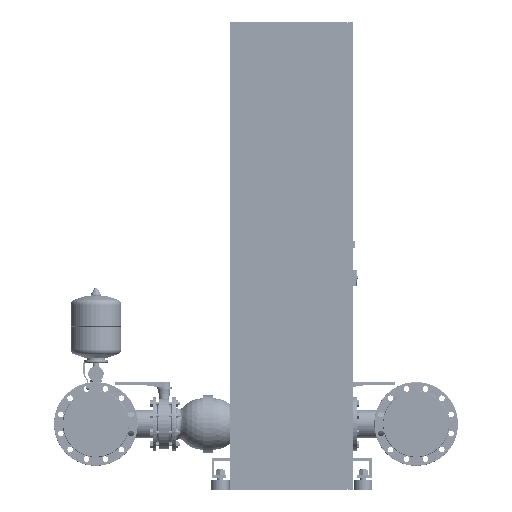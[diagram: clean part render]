
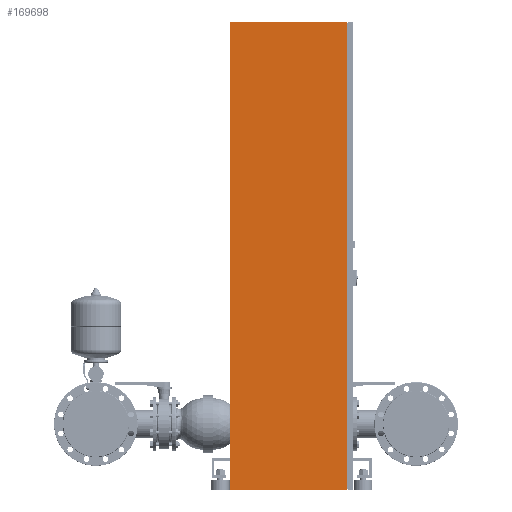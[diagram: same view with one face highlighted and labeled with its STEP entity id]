
A CAD part, left-side view. The second image highlights one B-rep face of the part: STEP entity #169698.
In plain terms, the highlighted planar face has unit normal (-1, 0, 0).
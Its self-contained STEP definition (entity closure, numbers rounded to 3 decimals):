
#169659=CARTESIAN_POINT('',(-1150.0,250.0,0.0));
#169660=DIRECTION('',(-1.0,0.0,0.0));
#169661=DIRECTION('',(0.0,-1.0,0.0));
#169662=AXIS2_PLACEMENT_3D('',#169659,#169660,#169661);
#169663=PLANE('',#169662);
#169664=CARTESIAN_POINT('',(-1150.0,-225.0,0.));
#169665=VERTEX_POINT('',#169664);
#169666=CARTESIAN_POINT('',(-1150.,-225.,1900.0));
#169667=VERTEX_POINT('',#169666);
#169668=CARTESIAN_POINT('',(-1150.0,-225.0,0.));
#169669=DIRECTION('',(0.0,0.0,1.0));
#169670=VECTOR('',#169669,1900.0);
#169671=LINE('',#169668,#169670);
#169672=EDGE_CURVE('',#169665,#169667,#169671,.T.);
#169673=ORIENTED_EDGE('',*,*,#169672,.T.);
#169674=CARTESIAN_POINT('',(-1150.,250.,1900.0));
#169675=VERTEX_POINT('',#169674);
#169676=CARTESIAN_POINT('',(-1150.,250.,1900.0));
#169677=DIRECTION('',(0.0,-1.0,0.0));
#169678=VECTOR('',#169677,475.0);
#169679=LINE('',#169676,#169678);
#169680=EDGE_CURVE('',#169675,#169667,#169679,.T.);
#169681=ORIENTED_EDGE('',*,*,#169680,.F.);
#169682=CARTESIAN_POINT('',(-1150.0,250.0,0.0));
#169683=VERTEX_POINT('',#169682);
#169684=CARTESIAN_POINT('',(-1150.,250.,1900.0));
#169685=DIRECTION('',(0.0,0.0,-1.0));
#169686=VECTOR('',#169685,1900.0);
#169687=LINE('',#169684,#169686);
#169688=EDGE_CURVE('',#169675,#169683,#169687,.T.);
#169689=ORIENTED_EDGE('',*,*,#169688,.T.);
#169690=CARTESIAN_POINT('',(-1150.0,250.0,0.0));
#169691=DIRECTION('',(0.0,-1.0,0.0));
#169692=VECTOR('',#169691,475.0);
#169693=LINE('',#169690,#169692);
#169694=EDGE_CURVE('',#169683,#169665,#169693,.T.);
#169695=ORIENTED_EDGE('',*,*,#169694,.T.);
#169696=EDGE_LOOP('',(#169673,#169681,#169689,#169695));
#169697=FACE_OUTER_BOUND('',#169696,.T.);
#169698=ADVANCED_FACE('',(#169697),#169663,.T.);
